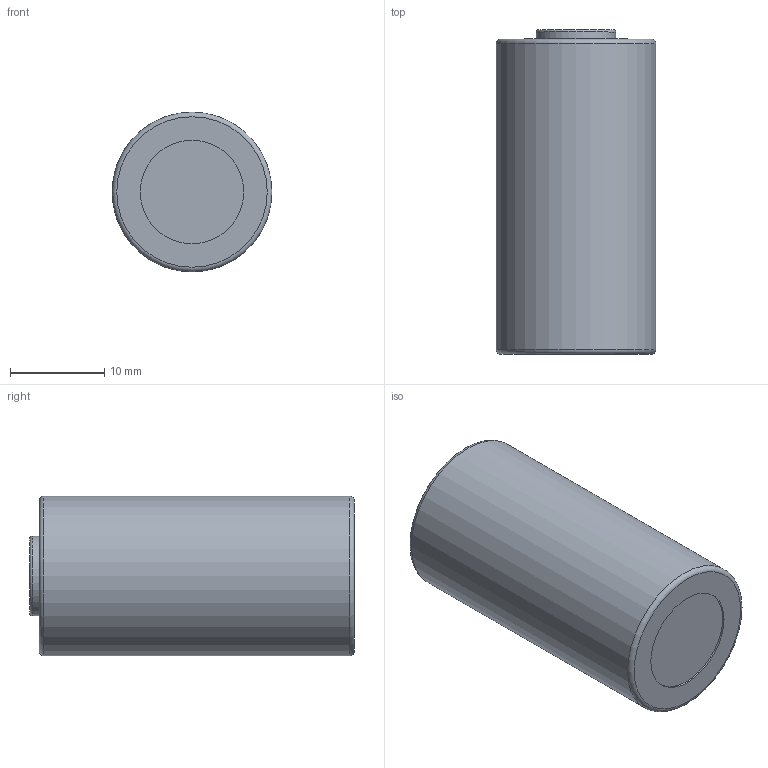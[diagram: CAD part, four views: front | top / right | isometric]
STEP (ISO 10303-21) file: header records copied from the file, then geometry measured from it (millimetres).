
FILE_DESCRIPTION(('FreeCAD Model'),'2;1');
FILE_NAME('CR123A.step', '2020-02-15T17:26:22',('Author'),(''), 'Open CASCADE STEP processor 7.3','FreeCAD','Unknown');
FILE_SCHEMA(('AUTOMOTIVE_DESIGN { 1 0 10303 214 1 1 1 1 }'));
Length unit declared in the file: millimetre
Products named in the file (1): CR123A_v4
Bounding box: 17 x 34.5 x 17 mm (x, y, z)
Volume: 7627.9 mm3; surface area: 2262.9 mm2
Topology: 1 solids, 1 shells, 12 faces, 25 edges, 18 vertices
Faces by surface type: plane 5, cylinder 4, torus 3
Full cylindrical faces by diameter (mm): 8.5 x1, 11 x2, 17 x1
Entity records: 782 total; most frequent: CARTESIAN_POINT 142, DIRECTION 116, ORIENTED_EDGE 50, PCURVE 50, DEFINITIONAL_REPRESENTATION 50, LINE 43, VECTOR 43, AXIS2_PLACEMENT_3D 34
